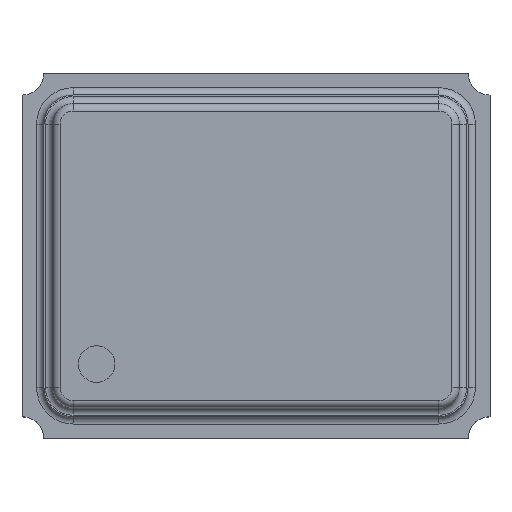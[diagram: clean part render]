
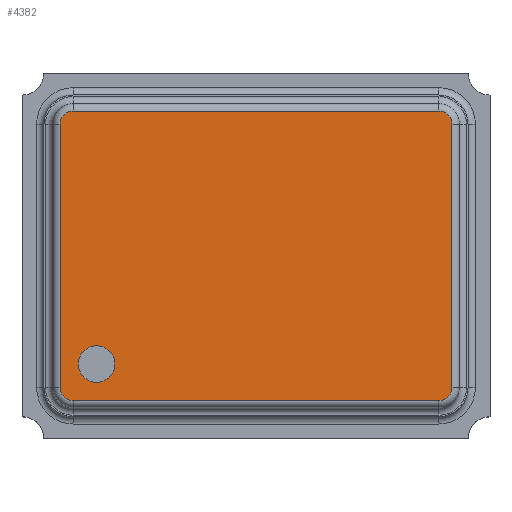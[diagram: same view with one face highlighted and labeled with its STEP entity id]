
A CAD part, top view. The second image highlights one B-rep face of the part: STEP entity #4382.
In plain terms, the highlighted planar face has unit normal (0, 0, 1).
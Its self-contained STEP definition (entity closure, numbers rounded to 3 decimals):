
#31 = VECTOR ( 'NONE', #3933, 1000. ) ;
#63 = VERTEX_POINT ( 'NONE', #1691 ) ;
#362 = ORIENTED_EDGE ( 'NONE', *, *, #1551, .T. ) ;
#426 = CARTESIAN_POINT ( 'NONE',  ( -1.25, -0.9, 0.715 ) ) ;
#521 = ORIENTED_EDGE ( 'NONE', *, *, #2606, .T. ) ;
#524 = CARTESIAN_POINT ( 'NONE',  ( 1.25, -0.99, 0.715 ) ) ;
#623 = CARTESIAN_POINT ( 'NONE',  ( -1.34, -0.9, 0.715 ) ) ;
#882 = ORIENTED_EDGE ( 'NONE', *, *, #3540, .T. ) ;
#960 = CARTESIAN_POINT ( 'NONE',  ( 1.25, -0.9, 0.715 ) ) ;
#982 = CIRCLE ( 'NONE', #4462, 0.09 ) ;
#1040 = AXIS2_PLACEMENT_3D ( 'NONE', #426, #2747, #6051 ) ;
#1104 = ORIENTED_EDGE ( 'NONE', *, *, #4703, .T. ) ;
#1203 = VERTEX_POINT ( 'NONE', #2804 ) ;
#1295 = LINE ( 'NONE', #6069, #4547 ) ;
#1348 = ORIENTED_EDGE ( 'NONE', *, *, #5073, .T. ) ;
#1509 = CARTESIAN_POINT ( 'NONE',  ( 1.25, 0.99, 0.715 ) ) ;
#1551 = EDGE_CURVE ( 'NONE', #2066, #3060, #2728, .T. ) ;
#1653 = VERTEX_POINT ( 'NONE', #1509 ) ;
#1670 = DIRECTION ( 'NONE',  ( 0., 0., 1. ) ) ;
#1691 = CARTESIAN_POINT ( 'NONE',  ( 1.34, -0.9, 0.715 ) ) ;
#1796 = EDGE_CURVE ( 'NONE', #5927, #2559, #4239, .T. ) ;
#1800 = VECTOR ( 'NONE', #4393, 1000. ) ;
#1950 = AXIS2_PLACEMENT_3D ( 'NONE', #2027, #3975, #4031 ) ;
#1991 = AXIS2_PLACEMENT_3D ( 'NONE', #2346, #3735, #3290 ) ;
#2027 = CARTESIAN_POINT ( 'NONE',  ( -1.09, -0.74, 0.715 ) ) ;
#2066 = VERTEX_POINT ( 'NONE', #3553 ) ;
#2084 = EDGE_LOOP ( 'NONE', ( #2557, #2953 ) ) ;
#2173 = AXIS2_PLACEMENT_3D ( 'NONE', #960, #6084, #4682 ) ;
#2346 = CARTESIAN_POINT ( 'NONE',  ( -1.25, 0.9, 0.715 ) ) ;
#2451 = LINE ( 'NONE', #623, #1800 ) ;
#2517 = CARTESIAN_POINT ( 'NONE',  ( 1.34, 0.9, 0.715 ) ) ;
#2557 = ORIENTED_EDGE ( 'NONE', *, *, #5939, .F. ) ;
#2559 = VERTEX_POINT ( 'NONE', #6008 ) ;
#2606 = EDGE_CURVE ( 'NONE', #1653, #3154, #1295, .T. ) ;
#2683 = VECTOR ( 'NONE', #4798, 1000. ) ;
#2728 = CIRCLE ( 'NONE', #1040, 0.09 ) ;
#2747 = DIRECTION ( 'NONE',  ( 0., 0., 1. ) ) ;
#2804 = CARTESIAN_POINT ( 'NONE',  ( -1.34, 0.9, 0.715 ) ) ;
#2953 = ORIENTED_EDGE ( 'NONE', *, *, #1796, .F. ) ;
#3060 = VERTEX_POINT ( 'NONE', #4550 ) ;
#3087 = EDGE_CURVE ( 'NONE', #4222, #1653, #982, .T. ) ;
#3154 = VERTEX_POINT ( 'NONE', #5734 ) ;
#3208 = ORIENTED_EDGE ( 'NONE', *, *, #5747, .T. ) ;
#3290 = DIRECTION ( 'NONE',  ( 1., 0., 0. ) ) ;
#3540 = EDGE_CURVE ( 'NONE', #4983, #63, #5230, .T. ) ;
#3553 = CARTESIAN_POINT ( 'NONE',  ( -1.34, -0.9, 0.715 ) ) ;
#3569 = CARTESIAN_POINT ( 'NONE',  ( -1.09, -0.74, 0.715 ) ) ;
#3590 = CIRCLE ( 'NONE', #4197, 0.125 ) ;
#3631 = CARTESIAN_POINT ( 'NONE',  ( -1.215, -0.74, 0.715 ) ) ;
#3735 = DIRECTION ( 'NONE',  ( 0., 0., 1. ) ) ;
#3764 = PLANE ( 'NONE',  #2173 ) ;
#3809 = CARTESIAN_POINT ( 'NONE',  ( 1.25, 0.9, 0.715 ) ) ;
#3933 = DIRECTION ( 'NONE',  ( 0., 1., 0. ) ) ;
#3975 = DIRECTION ( 'NONE',  ( 0., 0., 1. ) ) ;
#4031 = DIRECTION ( 'NONE',  ( 1., 0., 0. ) ) ;
#4041 = ORIENTED_EDGE ( 'NONE', *, *, #3087, .T. ) ;
#4043 = DIRECTION ( 'NONE',  ( 1., 0., 0. ) ) ;
#4046 = CARTESIAN_POINT ( 'NONE',  ( 1.34, 0.9, 0.715 ) ) ;
#4197 = AXIS2_PLACEMENT_3D ( 'NONE', #3569, #4476, #5453 ) ;
#4222 = VERTEX_POINT ( 'NONE', #4046 ) ;
#4239 = CIRCLE ( 'NONE', #1950, 0.125 ) ;
#4254 = EDGE_LOOP ( 'NONE', ( #362, #1348, #882, #5108, #4041, #521, #3208, #1104 ) ) ;
#4285 = FACE_BOUND ( 'NONE', #2084, .T. ) ;
#4382 = ADVANCED_FACE ( 'NONE', ( #4285, #5667 ), #3764, .T. ) ;
#4393 = DIRECTION ( 'NONE',  ( 0., -1., 0. ) ) ;
#4394 = LINE ( 'NONE', #2517, #31 ) ;
#4462 = AXIS2_PLACEMENT_3D ( 'NONE', #3809, #5677, #5268 ) ;
#4476 = DIRECTION ( 'NONE',  ( 0., 0., 1. ) ) ;
#4547 = VECTOR ( 'NONE', #5093, 1000. ) ;
#4550 = CARTESIAN_POINT ( 'NONE',  ( -1.25, -0.99, 0.715 ) ) ;
#4682 = DIRECTION ( 'NONE',  ( 1., 0., 0. ) ) ;
#4703 = EDGE_CURVE ( 'NONE', #1203, #2066, #2451, .T. ) ;
#4798 = DIRECTION ( 'NONE',  ( 1., 0., 0. ) ) ;
#4983 = VERTEX_POINT ( 'NONE', #5261 ) ;
#4985 = CARTESIAN_POINT ( 'NONE',  ( 1.25, -0.9, 0.715 ) ) ;
#5073 = EDGE_CURVE ( 'NONE', #3060, #4983, #5323, .T. ) ;
#5093 = DIRECTION ( 'NONE',  ( -1., 0., 0. ) ) ;
#5108 = ORIENTED_EDGE ( 'NONE', *, *, #5302, .T. ) ;
#5230 = CIRCLE ( 'NONE', #5326, 0.09 ) ;
#5255 = CIRCLE ( 'NONE', #1991, 0.09 ) ;
#5261 = CARTESIAN_POINT ( 'NONE',  ( 1.25, -0.99, 0.715 ) ) ;
#5268 = DIRECTION ( 'NONE',  ( 1., 0., 0. ) ) ;
#5302 = EDGE_CURVE ( 'NONE', #63, #4222, #4394, .T. ) ;
#5323 = LINE ( 'NONE', #524, #2683 ) ;
#5326 = AXIS2_PLACEMENT_3D ( 'NONE', #4985, #1670, #4043 ) ;
#5453 = DIRECTION ( 'NONE',  ( 1., 0., 0. ) ) ;
#5667 = FACE_OUTER_BOUND ( 'NONE', #4254, .T. ) ;
#5677 = DIRECTION ( 'NONE',  ( 0., 0., 1. ) ) ;
#5734 = CARTESIAN_POINT ( 'NONE',  ( -1.25, 0.99, 0.715 ) ) ;
#5747 = EDGE_CURVE ( 'NONE', #3154, #1203, #5255, .T. ) ;
#5927 = VERTEX_POINT ( 'NONE', #3631 ) ;
#5939 = EDGE_CURVE ( 'NONE', #2559, #5927, #3590, .T. ) ;
#6008 = CARTESIAN_POINT ( 'NONE',  ( -0.965, -0.74, 0.715 ) ) ;
#6051 = DIRECTION ( 'NONE',  ( 1., 0., 0. ) ) ;
#6069 = CARTESIAN_POINT ( 'NONE',  ( -1.25, 0.99, 0.715 ) ) ;
#6084 = DIRECTION ( 'NONE',  ( 0., 0., 1. ) ) ;
